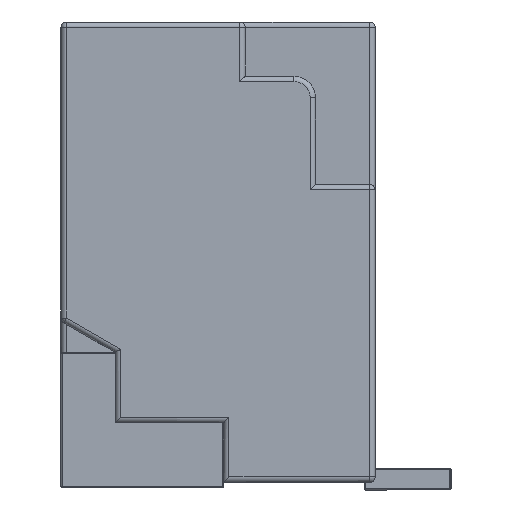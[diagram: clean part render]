
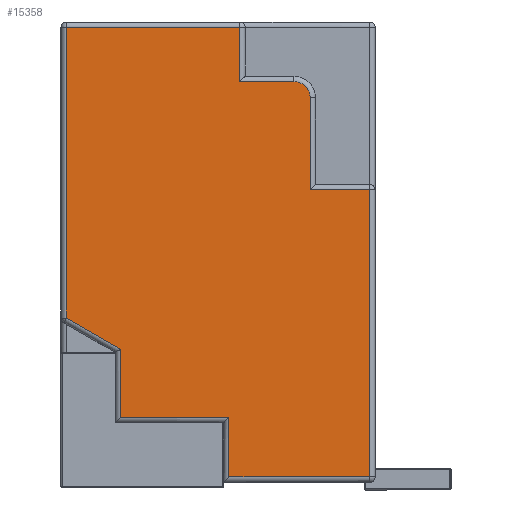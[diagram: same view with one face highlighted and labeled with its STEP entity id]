
A CAD part, left-side view. The second image highlights one B-rep face of the part: STEP entity #15358.
In plain terms, the highlighted planar face has unit normal (-1, 0, 0).
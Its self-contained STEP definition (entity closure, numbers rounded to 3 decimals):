
#595=PLANE('',#17317);
#1911=LINE('',#24964,#3222);
#1920=LINE('',#25010,#3231);
#1927=LINE('',#25057,#3238);
#1929=LINE('',#25061,#3240);
#1934=LINE('',#25082,#3245);
#1939=LINE('',#25101,#3250);
#1941=LINE('',#25121,#3252);
#1944=LINE('',#25134,#3255);
#1946=LINE('',#25151,#3257);
#1952=LINE('',#25163,#3263);
#1977=LINE('',#25214,#3288);
#1985=LINE('',#25230,#3296);
#3222=VECTOR('',#20874,10.);
#3231=VECTOR('',#20921,10.);
#3238=VECTOR('',#20974,10.);
#3240=VECTOR('',#20978,10.);
#3245=VECTOR('',#21001,10.);
#3250=VECTOR('',#21022,10.);
#3252=VECTOR('',#21044,10.);
#3255=VECTOR('',#21059,10.);
#3257=VECTOR('',#21079,10.);
#3263=VECTOR('',#21093,10.);
#3288=VECTOR('',#21152,10.);
#3296=VECTOR('',#21172,10.);
#4920=FACE_OUTER_BOUND('',#5898,.T.);
#5898=EDGE_LOOP('',(#13353,#13354,#13355,#13356,#13357,#13358,#13359,#13360,
#13361,#13362,#13363,#13364,#13365));
#6708=CIRCLE('',#17190,0.15);
#7538=VERTEX_POINT('',#24962);
#7539=VERTEX_POINT('',#24963);
#7555=VERTEX_POINT('',#25002);
#7572=VERTEX_POINT('',#25050);
#7575=VERTEX_POINT('',#25060);
#7579=VERTEX_POINT('',#25072);
#7580=VERTEX_POINT('',#25073);
#7586=VERTEX_POINT('',#25091);
#7588=VERTEX_POINT('',#25100);
#7596=VERTEX_POINT('',#25120);
#7600=VERTEX_POINT('',#25129);
#7604=VERTEX_POINT('',#25143);
#7617=VERTEX_POINT('',#25213);
#9387=EDGE_CURVE('',#7538,#7539,#1911,.T.);
#9409=EDGE_CURVE('',#7555,#7538,#1920,.T.);
#9431=EDGE_CURVE('',#7572,#7555,#1927,.T.);
#9433=EDGE_CURVE('',#7575,#7572,#1929,.T.);
#9439=EDGE_CURVE('',#7579,#7580,#6708,.T.);
#9444=EDGE_CURVE('',#7580,#7575,#1934,.T.);
#9453=EDGE_CURVE('',#7588,#7586,#1939,.T.);
#9462=EDGE_CURVE('',#7596,#7579,#1941,.T.);
#9469=EDGE_CURVE('',#7586,#7600,#1944,.T.);
#9477=EDGE_CURVE('',#7604,#7596,#1946,.T.);
#9484=EDGE_CURVE('',#7600,#7604,#1952,.T.);
#9513=EDGE_CURVE('',#7617,#7588,#1977,.T.);
#9523=EDGE_CURVE('',#7539,#7617,#1985,.T.);
#13353=ORIENTED_EDGE('',*,*,#9453,.F.);
#13354=ORIENTED_EDGE('',*,*,#9513,.F.);
#13355=ORIENTED_EDGE('',*,*,#9523,.F.);
#13356=ORIENTED_EDGE('',*,*,#9387,.F.);
#13357=ORIENTED_EDGE('',*,*,#9409,.F.);
#13358=ORIENTED_EDGE('',*,*,#9431,.F.);
#13359=ORIENTED_EDGE('',*,*,#9433,.F.);
#13360=ORIENTED_EDGE('',*,*,#9444,.F.);
#13361=ORIENTED_EDGE('',*,*,#9439,.F.);
#13362=ORIENTED_EDGE('',*,*,#9462,.F.);
#13363=ORIENTED_EDGE('',*,*,#9477,.F.);
#13364=ORIENTED_EDGE('',*,*,#9484,.F.);
#13365=ORIENTED_EDGE('',*,*,#9469,.F.);
#15358=ADVANCED_FACE('',(#4920),#595,.F.);
#17190=AXIS2_PLACEMENT_3D('',#25074,#20990,#20991);
#17317=AXIS2_PLACEMENT_3D('',#25543,#21458,#21459);
#20874=DIRECTION('',(0.,1.,0.));
#20921=DIRECTION('',(0.,0.,-1.));
#20974=DIRECTION('',(0.,-1.,0.));
#20978=DIRECTION('',(0.,0.,1.));
#20990=DIRECTION('center_axis',(1.,0.,0.));
#20991=DIRECTION('ref_axis',(0.,0.707,0.707));
#21001=DIRECTION('',(0.,-1.,0.));
#21022=DIRECTION('',(0.,0.5,-0.866));
#21044=DIRECTION('',(0.,0.,1.));
#21059=DIRECTION('',(0.,1.,0.));
#21079=DIRECTION('',(0.,-1.,0.));
#21093=DIRECTION('',(0.,0.,1.));
#21152=DIRECTION('',(0.,1.,0.));
#21172=DIRECTION('',(0.,0.,-1.));
#21458=DIRECTION('center_axis',(1.,0.,0.));
#21459=DIRECTION('ref_axis',(0.,-1.,0.));
#24962=CARTESIAN_POINT('',(-6.,0.05,0.85));
#24963=CARTESIAN_POINT('',(-6.,0.6,0.85));
#24964=CARTESIAN_POINT('',(-6.,0.275,0.85));
#25002=CARTESIAN_POINT('',(-6.,0.05,2.15));
#25010=CARTESIAN_POINT('',(-6.,0.05,-0.7));
#25050=CARTESIAN_POINT('',(-6.,2.7,2.15));
#25057=CARTESIAN_POINT('',(-6.,2.125,2.15));
#25060=CARTESIAN_POINT('',(-6.,2.7,1.6));
#25061=CARTESIAN_POINT('',(-6.,2.7,0.475));
#25072=CARTESIAN_POINT('',(-6.,3.7,1.45));
#25073=CARTESIAN_POINT('',(-6.,3.55,1.6));
#25074=CARTESIAN_POINT('Origin',(-6.,3.55,1.45));
#25082=CARTESIAN_POINT('',(-6.,1.875,1.6));
#25091=CARTESIAN_POINT('',(-6.,1.518,-0.65));
#25100=CARTESIAN_POINT('',(-6.,1.229,-0.15));
#25101=CARTESIAN_POINT('',(-6.,1.202,-0.103));
#25120=CARTESIAN_POINT('',(-6.,3.7,0.95));
#25121=CARTESIAN_POINT('',(-6.,3.7,0.15));
#25129=CARTESIAN_POINT('',(-6.,4.2,-0.65));
#25134=CARTESIAN_POINT('',(-6.,2.125,-0.65));
#25143=CARTESIAN_POINT('',(-6.,4.2,0.95));
#25151=CARTESIAN_POINT('',(-6.,2.125,0.95));
#25163=CARTESIAN_POINT('',(-6.,4.2,-0.7));
#25213=CARTESIAN_POINT('',(-6.,0.6,-0.15));
#25214=CARTESIAN_POINT('',(-6.,0.275,-0.15));
#25230=CARTESIAN_POINT('',(-6.,0.6,-0.45));
#25543=CARTESIAN_POINT('Origin',(-6.,0.,
-0.7));
